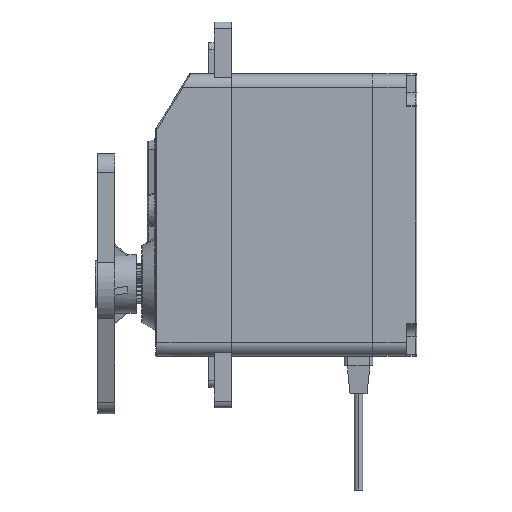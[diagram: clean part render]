
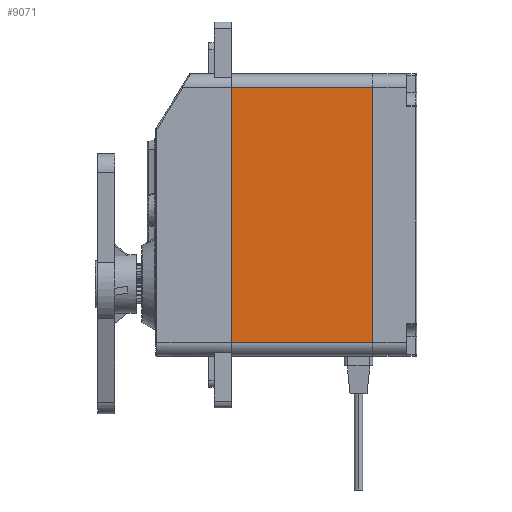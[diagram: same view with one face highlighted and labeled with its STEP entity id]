
A CAD part, left-side view. The second image highlights one B-rep face of the part: STEP entity #9071.
In plain terms, the highlighted planar face has unit normal (-1, 0, 0).
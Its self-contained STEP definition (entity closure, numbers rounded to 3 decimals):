
#408 = VECTOR ( 'NONE', #11091, 1000. ) ;
#443 = EDGE_CURVE ( 'NONE', #12576, #13057, #9822, .T. ) ;
#842 = FACE_OUTER_BOUND ( 'NONE', #5987, .T. ) ;
#1352 = ORIENTED_EDGE ( 'NONE', *, *, #13204, .T. ) ;
#2445 = CARTESIAN_POINT ( 'NONE',  ( -10.2, 10.25, -20.5 ) ) ;
#2618 = CARTESIAN_POINT ( 'NONE',  ( -10.2, 10.25, 18.5 ) ) ;
#3280 = CARTESIAN_POINT ( 'NONE',  ( -10.2, 10.25, -18.5 ) ) ;
#3748 = DIRECTION ( 'NONE',  ( 0., 1., 0. ) ) ;
#5605 = LINE ( 'NONE', #17952, #13458 ) ;
#5987 = EDGE_LOOP ( 'NONE', ( #13799, #1352, #9163, #7070 ) ) ;
#7070 = ORIENTED_EDGE ( 'NONE', *, *, #8517, .T. ) ;
#7102 = LINE ( 'NONE', #17187, #7783 ) ;
#7783 = VECTOR ( 'NONE', #3748, 1000. ) ;
#7880 = EDGE_CURVE ( 'NONE', #8901, #8060, #15172, .T. ) ;
#8060 = VERTEX_POINT ( 'NONE', #2618 ) ;
#8075 = DIRECTION ( 'NONE',  ( 0., -1., 0. ) ) ;
#8517 = EDGE_CURVE ( 'NONE', #13057, #8060, #7102, .T. ) ;
#8901 = VERTEX_POINT ( 'NONE', #3280 ) ;
#9071 = ADVANCED_FACE ( 'NONE', ( #842 ), #11114, .F. ) ;
#9163 = ORIENTED_EDGE ( 'NONE', *, *, #443, .T. ) ;
#9822 = LINE ( 'NONE', #16450, #17398 ) ;
#11091 = DIRECTION ( 'NONE',  ( 0., 0., 1. ) ) ;
#11114 = PLANE ( 'NONE',  #18653 ) ;
#12576 = VERTEX_POINT ( 'NONE', #14803 ) ;
#13057 = VERTEX_POINT ( 'NONE', #14634 ) ;
#13204 = EDGE_CURVE ( 'NONE', #8901, #12576, #5605, .T. ) ;
#13458 = VECTOR ( 'NONE', #8075, 1000. ) ;
#13799 = ORIENTED_EDGE ( 'NONE', *, *, #7880, .F. ) ;
#14634 = CARTESIAN_POINT ( 'NONE',  ( -10.2, -10.25, 18.5 ) ) ;
#14803 = CARTESIAN_POINT ( 'NONE',  ( -10.2, -10.25, -18.5 ) ) ;
#15172 = LINE ( 'NONE', #18573, #408 ) ;
#15685 = DIRECTION ( 'NONE',  ( 1., 0., 0. ) ) ;
#16450 = CARTESIAN_POINT ( 'NONE',  ( -10.2, -10.25, -20.5 ) ) ;
#17104 = DIRECTION ( 'NONE',  ( 0., 0., -1. ) ) ;
#17187 = CARTESIAN_POINT ( 'NONE',  ( -10.2, 10.25, 18.5 ) ) ;
#17398 = VECTOR ( 'NONE', #17928, 1000. ) ;
#17928 = DIRECTION ( 'NONE',  ( 0., 0., 1. ) ) ;
#17952 = CARTESIAN_POINT ( 'NONE',  ( -10.2, 10.25, -18.5 ) ) ;
#18573 = CARTESIAN_POINT ( 'NONE',  ( -10.2, 10.25, -20.5 ) ) ;
#18653 = AXIS2_PLACEMENT_3D ( 'NONE', #2445, #15685, #17104 ) ;
